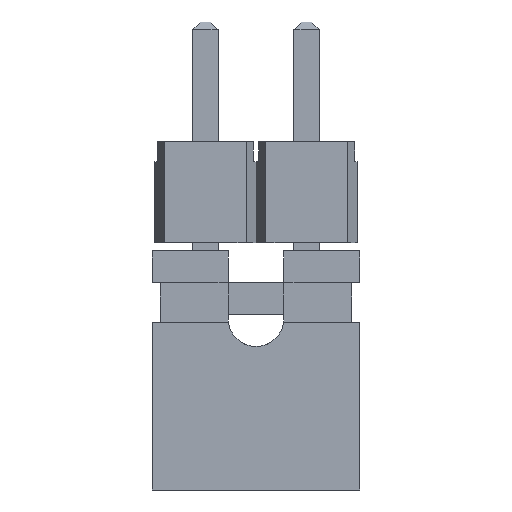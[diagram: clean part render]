
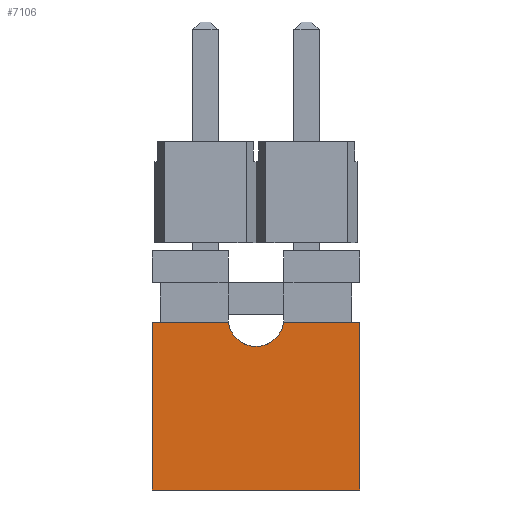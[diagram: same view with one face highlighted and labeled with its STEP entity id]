
A CAD part, front view. The second image highlights one B-rep face of the part: STEP entity #7106.
In plain terms, the highlighted planar face has unit normal (0, -1, 0).
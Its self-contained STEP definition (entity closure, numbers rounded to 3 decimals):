
#86 = ORIENTED_EDGE ( 'NONE', *, *, #2276, .T. ) ;
#95 = ORIENTED_EDGE ( 'NONE', *, *, #3057, .F. ) ;
#520 = EDGE_CURVE ( 'NONE', #1915, #1725, #9624, .T. ) ;
#573 = FACE_OUTER_BOUND ( 'NONE', #3742, .T. ) ;
#624 = DIRECTION ( 'NONE',  ( 0., 0., -1. ) ) ;
#1725 = VERTEX_POINT ( 'NONE', #3271 ) ;
#1915 = VERTEX_POINT ( 'NONE', #5892 ) ;
#2110 = DIRECTION ( 'NONE',  ( 0., -1., 0. ) ) ;
#2276 = EDGE_CURVE ( 'NONE', #7031, #2550, #5076, .T. ) ;
#2477 = ORIENTED_EDGE ( 'NONE', *, *, #3616, .T. ) ;
#2550 = VERTEX_POINT ( 'NONE', #9303 ) ;
#2571 = CARTESIAN_POINT ( 'NONE',  ( -2.6, -1.2, 2.5 ) ) ;
#2741 = CARTESIAN_POINT ( 'NONE',  ( -2.6, -1.2, 2.5 ) ) ;
#2858 = PLANE ( 'NONE',  #4541 ) ;
#2882 = EDGE_CURVE ( 'NONE', #9007, #8433, #3981, .T. ) ;
#3057 = EDGE_CURVE ( 'NONE', #9007, #2550, #7615, .T. ) ;
#3271 = CARTESIAN_POINT ( 'NONE',  ( 0.693, -1.2, 6.7 ) ) ;
#3346 = CARTESIAN_POINT ( 'NONE',  ( 2.6, -1.2, 2.5 ) ) ;
#3616 = EDGE_CURVE ( 'NONE', #8433, #1915, #8727, .T. ) ;
#3626 = VECTOR ( 'NONE', #5881, 1000. ) ;
#3742 = EDGE_LOOP ( 'NONE', ( #9744, #86, #95, #4036, #2477, #4657 ) ) ;
#3981 = LINE ( 'NONE', #2571, #7823 ) ;
#4036 = ORIENTED_EDGE ( 'NONE', *, *, #2882, .T. ) ;
#4237 = CIRCLE ( 'NONE', #6170, 0.7 ) ;
#4393 = CARTESIAN_POINT ( 'NONE',  ( 0., -1.2, 6.8 ) ) ;
#4541 = AXIS2_PLACEMENT_3D ( 'NONE', #8956, #2110, #624 ) ;
#4657 = ORIENTED_EDGE ( 'NONE', *, *, #520, .T. ) ;
#5076 = LINE ( 'NONE', #9483, #6699 ) ;
#5785 = DIRECTION ( 'NONE',  ( -1., 0., 0. ) ) ;
#5881 = DIRECTION ( 'NONE',  ( -1., 0., 0. ) ) ;
#5892 = CARTESIAN_POINT ( 'NONE',  ( 2.6, -1.2, 6.7 ) ) ;
#5936 = VECTOR ( 'NONE', #6416, 1000. ) ;
#6025 = DIRECTION ( 'NONE',  ( -0.99, 0., -0.143 ) ) ;
#6170 = AXIS2_PLACEMENT_3D ( 'NONE', #4393, #9581, #6025 ) ;
#6416 = DIRECTION ( 'NONE',  ( 0., 0., 1. ) ) ;
#6595 = EDGE_CURVE ( 'NONE', #1725, #7031, #4237, .T. ) ;
#6699 = VECTOR ( 'NONE', #5785, 1000. ) ;
#6832 = CARTESIAN_POINT ( 'NONE',  ( 2.6, -1.2, 2.5 ) ) ;
#7031 = VERTEX_POINT ( 'NONE', #8651 ) ;
#7106 = ADVANCED_FACE ( 'NONE', ( #573 ), #2858, .T. ) ;
#7491 = VECTOR ( 'NONE', #8401, 1000. ) ;
#7615 = LINE ( 'NONE', #9105, #7491 ) ;
#7823 = VECTOR ( 'NONE', #9405, 1000. ) ;
#8147 = CARTESIAN_POINT ( 'NONE',  ( 0.693, -1.2, 6.7 ) ) ;
#8401 = DIRECTION ( 'NONE',  ( 0., 0., 1. ) ) ;
#8433 = VERTEX_POINT ( 'NONE', #6832 ) ;
#8651 = CARTESIAN_POINT ( 'NONE',  ( -0.693, -1.2, 6.7 ) ) ;
#8727 = LINE ( 'NONE', #3346, #5936 ) ;
#8956 = CARTESIAN_POINT ( 'NONE',  ( -2.6, -1.2, 2.5 ) ) ;
#9007 = VERTEX_POINT ( 'NONE', #2741 ) ;
#9105 = CARTESIAN_POINT ( 'NONE',  ( -2.6, -1.2, 2.5 ) ) ;
#9303 = CARTESIAN_POINT ( 'NONE',  ( -2.6, -1.2, 6.7 ) ) ;
#9405 = DIRECTION ( 'NONE',  ( 1., 0., 0. ) ) ;
#9483 = CARTESIAN_POINT ( 'NONE',  ( -2.6, -1.2, 6.7 ) ) ;
#9581 = DIRECTION ( 'NONE',  ( 0., 1., 0. ) ) ;
#9624 = LINE ( 'NONE', #8147, #3626 ) ;
#9744 = ORIENTED_EDGE ( 'NONE', *, *, #6595, .T. ) ;
